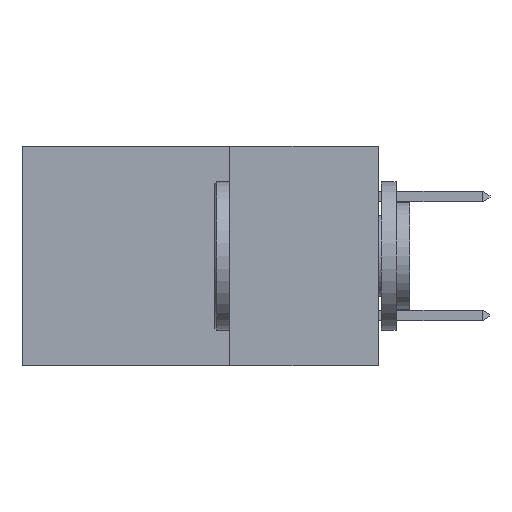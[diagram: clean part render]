
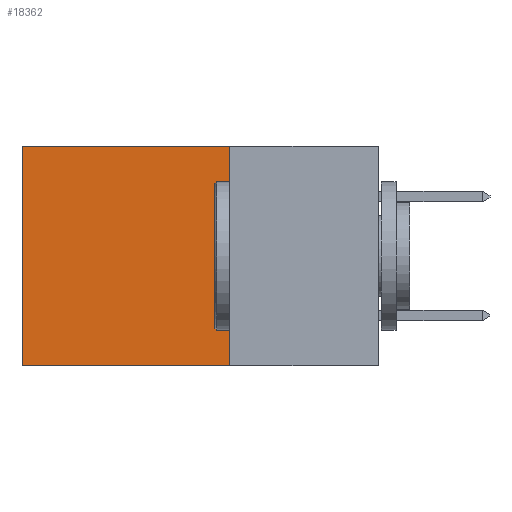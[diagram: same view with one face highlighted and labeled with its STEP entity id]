
A CAD part, left-side view. The second image highlights one B-rep face of the part: STEP entity #18362.
In plain terms, the highlighted planar face has unit normal (-1, 0, 0).
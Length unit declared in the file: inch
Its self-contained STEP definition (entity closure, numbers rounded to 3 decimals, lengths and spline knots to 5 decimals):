
#1221 = ORIENTED_EDGE ( 'NONE', *, *, #14976, .F. ) ;
#1630 = DIRECTION ( 'NONE',  ( 0., 0., -1. ) ) ;
#3945 = LINE ( 'NONE', #6217, #14814 ) ;
#4152 = DIRECTION ( 'NONE',  ( 0., 0., -1. ) ) ;
#5200 = LINE ( 'NONE', #17311, #16744 ) ;
#5263 = CARTESIAN_POINT ( 'NONE',  ( 0.298, 0.25, 0. ) ) ;
#5450 = CARTESIAN_POINT ( 'NONE',  ( 0.298, 0.6, 0. ) ) ;
#5965 = DIRECTION ( 'NONE',  ( 1., 0., 0. ) ) ;
#6201 = CARTESIAN_POINT ( 'NONE',  ( 0.298, 0.25, -0.37 ) ) ;
#6217 = CARTESIAN_POINT ( 'NONE',  ( 0.298, 0.25, 0. ) ) ;
#6417 = EDGE_LOOP ( 'NONE', ( #27188, #7820, #1221, #24785 ) ) ;
#7463 = EDGE_CURVE ( 'NONE', #12158, #24520, #16520, .T. ) ;
#7820 = ORIENTED_EDGE ( 'NONE', *, *, #25080, .F. ) ;
#8423 = CARTESIAN_POINT ( 'NONE',  ( 0.298, 0.25, -0.37 ) ) ;
#9364 = VERTEX_POINT ( 'NONE', #6201 ) ;
#9416 = EDGE_CURVE ( 'NONE', #23429, #12158, #5200, .T. ) ;
#10086 = VECTOR ( 'NONE', #15616, 39.37008 ) ;
#10357 = CARTESIAN_POINT ( 'NONE',  ( 0.298, 0.25, 0. ) ) ;
#10589 = DIRECTION ( 'NONE',  ( 0., 1., 0. ) ) ;
#10781 = DIRECTION ( 'NONE',  ( 0., 1., 0. ) ) ;
#12158 = VERTEX_POINT ( 'NONE', #5450 ) ;
#14814 = VECTOR ( 'NONE', #4152, 39.37008 ) ;
#14976 = EDGE_CURVE ( 'NONE', #23429, #9364, #3945, .T. ) ;
#15616 = DIRECTION ( 'NONE',  ( 0., 0., -1. ) ) ;
#16520 = LINE ( 'NONE', #26444, #10086 ) ;
#16744 = VECTOR ( 'NONE', #10781, 39.37008 ) ;
#17311 = CARTESIAN_POINT ( 'NONE',  ( 0.298, 0.25, 0. ) ) ;
#18362 = ADVANCED_FACE ( 'NONE', ( #24755 ), #27685, .F. ) ;
#18709 = VECTOR ( 'NONE', #10589, 39.37008 ) ;
#19393 = LINE ( 'NONE', #8423, #18709 ) ;
#23429 = VERTEX_POINT ( 'NONE', #5263 ) ;
#23943 = CARTESIAN_POINT ( 'NONE',  ( 0.298, 0.6, -0.37 ) ) ;
#24520 = VERTEX_POINT ( 'NONE', #23943 ) ;
#24755 = FACE_OUTER_BOUND ( 'NONE', #6417, .T. ) ;
#24785 = ORIENTED_EDGE ( 'NONE', *, *, #9416, .T. ) ;
#25080 = EDGE_CURVE ( 'NONE', #9364, #24520, #19393, .T. ) ;
#26155 = AXIS2_PLACEMENT_3D ( 'NONE', #10357, #5965, #1630 ) ;
#26444 = CARTESIAN_POINT ( 'NONE',  ( 0.298, 0.6, 0. ) ) ;
#27188 = ORIENTED_EDGE ( 'NONE', *, *, #7463, .T. ) ;
#27685 = PLANE ( 'NONE',  #26155 ) ;
